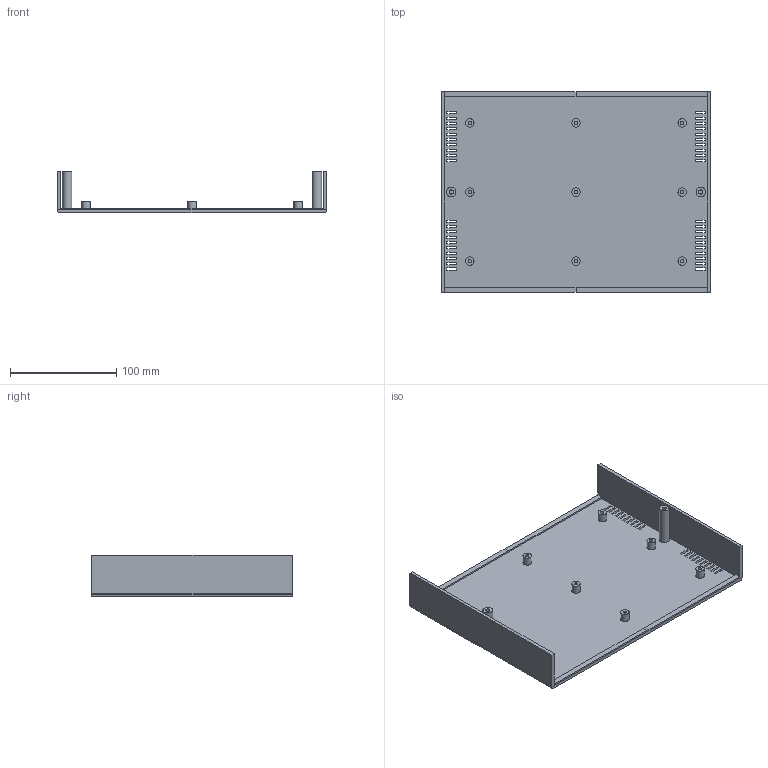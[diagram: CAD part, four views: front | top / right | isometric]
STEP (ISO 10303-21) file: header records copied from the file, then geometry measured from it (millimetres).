
FILE_DESCRIPTION(('FreeCAD Model'),'2;1');
FILE_NAME('Open CASCADE Shape Model','2025-11-26T11:18:28',('Author'),( ''),'Open CASCADE STEP processor 7.8','FreeCAD','Unknown');
FILE_SCHEMA(('AUTOMOTIVE_DESIGN { 1 0 10303 214 1 1 1 1 }'));
Length unit declared in the file: millimetre
Products named in the file (1): Body
Bounding box: 253 x 189 x 39.5 mm (x, y, z)
Volume: 192864.9 mm3; surface area: 134134.2 mm2
Topology: 1 solids, 1 shells, 240 faces, 636 edges, 420 vertices
Faces by surface type: plane 210, cylinder 30
Full cylindrical faces by diameter (mm): 3.1 x6, 4 x2, 8 x6, 9 x2
Entity records: 7506 total; most frequent: CARTESIAN_POINT 1297, ORIENTED_EDGE 1272, DIRECTION 1178, EDGE_CURVE 636, LINE 576, VECTOR 576, VERTEX_POINT 420, FACE_BOUND 342
